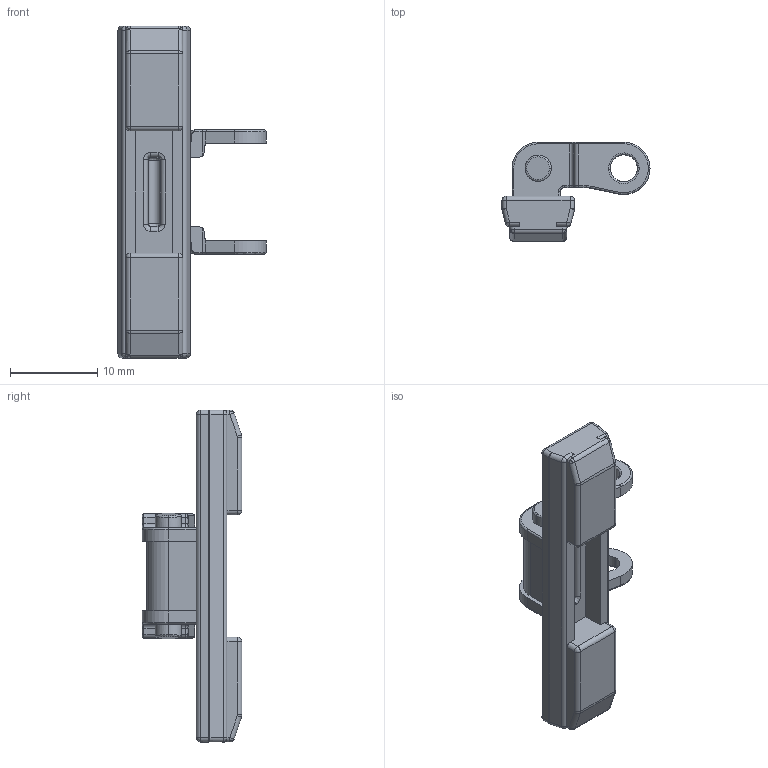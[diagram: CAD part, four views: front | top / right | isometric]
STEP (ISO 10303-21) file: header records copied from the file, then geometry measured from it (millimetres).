
FILE_DESCRIPTION (( 'STEP AP203' ), '1' );
FILE_NAME ('Traction-Link.STEP', '2007-12-05T22:12:13', ( 'Innovation First, Inc.' ), ( 'Innovation First, Inc.' ), 'SwSTEP 2.0', 'SolidWorks 2006303', '' );
FILE_SCHEMA (( 'CONFIG_CONTROL_DESIGN' ));
Length unit declared in the file: inch
Products named in the file (1): Traction-Link
Bounding box: 16.95 x 11.4 x 38 mm (x, y, z)
Volume: 1598.3 mm3; surface area: 1657.4 mm2
Topology: 1 solids, 1 shells, 217 faces, 550 edges, 312 vertices
Faces by surface type: cylinder 98, plane 58, bspline 57, torus 4
Entity records: 8132 total; most frequent: CARTESIAN_POINT 3257, ORIENTED_EDGE 1046, DIRECTION 984, EDGE_CURVE 523, AXIS2_PLACEMENT_3D 372, VERTEX_POINT 312, VECTOR 240, LINE 240
